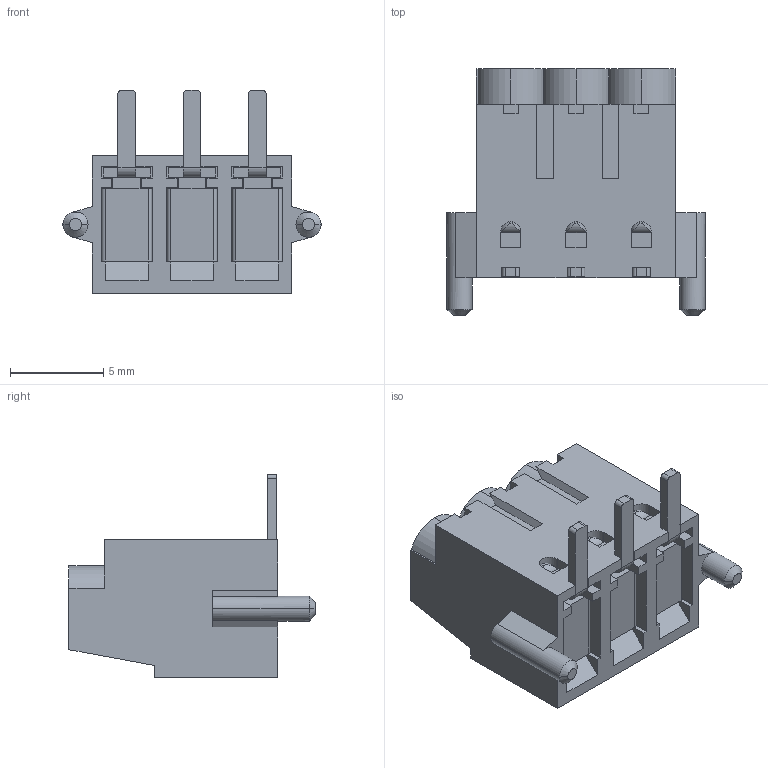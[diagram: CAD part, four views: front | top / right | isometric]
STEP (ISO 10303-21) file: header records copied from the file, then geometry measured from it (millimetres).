
FILE_DESCRIPTION (( 'STEP AP214' ), '1' );
FILE_NAME ('Wurth 691508110303.STEP', '2016-07-16T22:43:39', ( '' ), ( '' ), 'SwSTEP 2.0', 'SolidWorks 2015', '' );
FILE_SCHEMA (( 'AUTOMOTIVE_DESIGN' ));
Length unit declared in the file: millimetre
Products named in the file (6): 6915081100xx_VIS_1; 6915081100xx_CAGE_1; Wurth 691508110303-rev1; 691508110003; 6915081100xx_PIN_1; Wurth 691508110303
Assembly tree (11 placements, depth 3):
  Wurth 691508110303
    Wurth 691508110303-rev1
      691508110003
      6915081100xx_CAGE_1  x3
      6915081100xx_PIN_1  x3
      6915081100xx_VIS_1  x3
Bounding box: 13.85 x 13.2 x 10.9 mm (x, y, z)
Volume: 553.2 mm3; surface area: 1791.4 mm2
Topology: 10 solids, 10 shells, 404 faces, 1091 edges, 710 vertices
Faces by surface type: plane 279, cylinder 103, bspline 12, cone 10
Entity records: 8855 total; most frequent: CARTESIAN_POINT 1694, ORIENTED_EDGE 1486, DIRECTION 1377, EDGE_CURVE 743, VECTOR 623, LINE 623, VERTEX_POINT 482, AXIS2_PLACEMENT_3D 377
